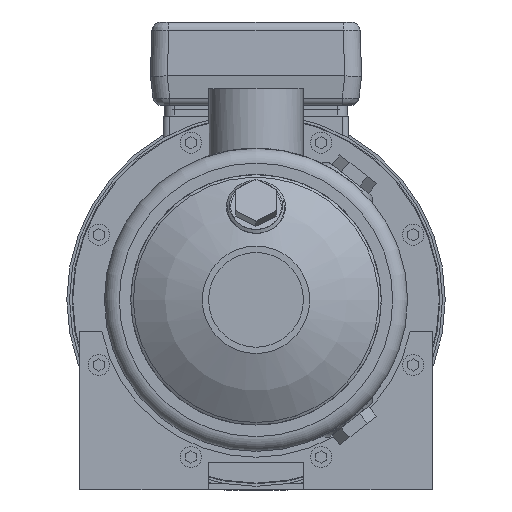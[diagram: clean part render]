
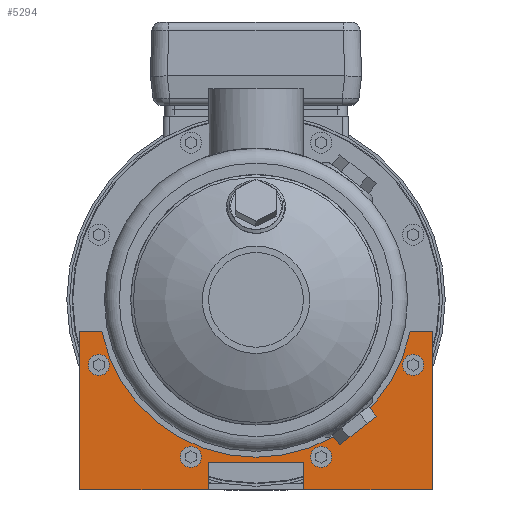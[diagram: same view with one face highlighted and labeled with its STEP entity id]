
A CAD part, left-side view. The second image highlights one B-rep face of the part: STEP entity #5294.
In plain terms, the highlighted face is planar.
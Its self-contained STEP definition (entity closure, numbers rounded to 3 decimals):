
#432=LINE('',#14197,#835);
#434=LINE('',#14201,#837);
#441=LINE('',#14215,#844);
#443=LINE('',#14220,#846);
#453=LINE('',#14240,#856);
#457=LINE('',#14248,#860);
#459=LINE('',#14261,#862);
#460=LINE('',#14264,#863);
#461=LINE('',#14266,#864);
#835=VECTOR('',#8606,1000.);
#837=VECTOR('',#8610,1000.);
#844=VECTOR('',#8619,1000.);
#846=VECTOR('',#8623,1000.);
#856=VECTOR('',#8639,1000.);
#860=VECTOR('',#8643,1000.);
#862=VECTOR('',#8657,1000.);
#863=VECTOR('',#8660,1000.);
#864=VECTOR('',#8661,1000.);
#2251=ORIENTED_EDGE('',*,*,#3097,.F.);
#2252=ORIENTED_EDGE('',*,*,#3098,.F.);
#2253=ORIENTED_EDGE('',*,*,#3099,.F.);
#2254=ORIENTED_EDGE('',*,*,#3100,.F.);
#2255=ORIENTED_EDGE('',*,*,#3101,.F.);
#2256=ORIENTED_EDGE('',*,*,#3090,.F.);
#2257=ORIENTED_EDGE('',*,*,#3070,.T.);
#2258=ORIENTED_EDGE('',*,*,#3068,.T.);
#2259=ORIENTED_EDGE('',*,*,#3102,.F.);
#2260=ORIENTED_EDGE('',*,*,#3077,.T.);
#2261=ORIENTED_EDGE('',*,*,#3079,.F.);
#2262=ORIENTED_EDGE('',*,*,#3094,.F.);
#2263=ORIENTED_EDGE('',*,*,#3103,.F.);
#2264=ORIENTED_EDGE('',*,*,#3104,.F.);
#3068=EDGE_CURVE('',#3610,#3609,#432,.T.);
#3070=EDGE_CURVE('',#3611,#3610,#434,.T.);
#3077=EDGE_CURVE('',#3614,#3616,#441,.T.);
#3079=EDGE_CURVE('',#3618,#3616,#443,.T.);
#3090=EDGE_CURVE('',#3611,#3626,#453,.T.);
#3094=EDGE_CURVE('',#3629,#3618,#457,.T.);
#3097=EDGE_CURVE('',#3631,#3631,#3897,.T.);
#3098=EDGE_CURVE('',#3632,#3632,#3898,.T.);
#3099=EDGE_CURVE('',#3633,#3633,#3899,.T.);
#3100=EDGE_CURVE('',#3634,#3634,#3900,.T.);
#3101=EDGE_CURVE('',#3626,#3635,#459,.T.);
#3102=EDGE_CURVE('',#3614,#3609,#3901,.T.);
#3103=EDGE_CURVE('',#3636,#3629,#460,.T.);
#3104=EDGE_CURVE('',#3635,#3636,#461,.T.);
#3609=VERTEX_POINT('',#14196);
#3610=VERTEX_POINT('',#14198);
#3611=VERTEX_POINT('',#14202);
#3614=VERTEX_POINT('',#14210);
#3616=VERTEX_POINT('',#14214);
#3618=VERTEX_POINT('',#14219);
#3626=VERTEX_POINT('',#14241);
#3629=VERTEX_POINT('',#14247);
#3631=VERTEX_POINT('',#14254);
#3632=VERTEX_POINT('',#14256);
#3633=VERTEX_POINT('',#14258);
#3634=VERTEX_POINT('',#14260);
#3635=VERTEX_POINT('',#14262);
#3636=VERTEX_POINT('',#14265);
#3897=CIRCLE('',#7263,5.);
#3898=CIRCLE('',#7264,5.);
#3899=CIRCLE('',#7265,5.);
#3900=CIRCLE('',#7266,5.);
#3901=CIRCLE('',#7267,74.5);
#4295=EDGE_LOOP('',(#2251));
#4296=EDGE_LOOP('',(#2252));
#4297=EDGE_LOOP('',(#2253));
#4298=EDGE_LOOP('',(#2254));
#4299=EDGE_LOOP('',(#2255,#2256,#2257,#2258,#2259,#2260,#2261,#2262,#2263,
#2264));
#4751=FACE_BOUND('',#4295,.T.);
#4752=FACE_BOUND('',#4296,.T.);
#4753=FACE_BOUND('',#4297,.T.);
#4754=FACE_BOUND('',#4298,.T.);
#4755=FACE_BOUND('',#4299,.T.);
#4971=PLANE('',#7262);
#5294=ADVANCED_FACE('',(#4751,#4752,#4753,#4754,#4755),#4971,.T.);
#7262=AXIS2_PLACEMENT_3D('',#14252,#8647,#8648);
#7263=AXIS2_PLACEMENT_3D('',#14253,#8649,#8650);
#7264=AXIS2_PLACEMENT_3D('',#14255,#8651,#8652);
#7265=AXIS2_PLACEMENT_3D('',#14257,#8653,#8654);
#7266=AXIS2_PLACEMENT_3D('',#14259,#8655,#8656);
#7267=AXIS2_PLACEMENT_3D('',#14263,#8658,#8659);
#8606=DIRECTION('',(0.,-1.,0.));
#8610=DIRECTION('',(0.,0.,1.));
#8619=DIRECTION('',(0.,-1.,0.));
#8623=DIRECTION('',(0.,0.,1.));
#8639=DIRECTION('',(0.,-1.,0.));
#8643=DIRECTION('',(0.,-1.,0.));
#8647=DIRECTION('',(1.,0.,0.));
#8648=DIRECTION('',(0.,0.,-1.));
#8649=DIRECTION('',(1.,0.,0.));
#8650=DIRECTION('',(0.,0.,-1.));
#8651=DIRECTION('',(1.,0.,0.));
#8652=DIRECTION('',(0.,0.,-1.));
#8653=DIRECTION('',(1.,0.,0.));
#8654=DIRECTION('',(0.,0.,-1.));
#8655=DIRECTION('',(1.,0.,0.));
#8656=DIRECTION('',(0.,0.,-1.));
#8657=DIRECTION('',(0.,0.,1.));
#8658=DIRECTION('',(1.,0.,0.));
#8659=DIRECTION('',(0.,0.,-1.));
#8660=DIRECTION('',(0.,0.,-1.));
#8661=DIRECTION('',(0.,-1.,0.));
#14196=CARTESIAN_POINT('',(55.,72.974,75.));
#14197=CARTESIAN_POINT('',(55.,83.5,75.));
#14198=CARTESIAN_POINT('',(55.,83.5,75.));
#14201=CARTESIAN_POINT('',(55.,83.5,0.));
#14202=CARTESIAN_POINT('',(55.,83.5,0.));
#14210=CARTESIAN_POINT('',(55.,-72.974,75.));
#14214=CARTESIAN_POINT('',(55.,-83.5,75.));
#14215=CARTESIAN_POINT('',(55.,83.5,75.));
#14219=CARTESIAN_POINT('',(55.,-83.5,0.));
#14220=CARTESIAN_POINT('',(55.,-83.5,0.));
#14240=CARTESIAN_POINT('',(55.,83.5,0.));
#14241=CARTESIAN_POINT('',(55.,22.5,0.));
#14247=CARTESIAN_POINT('',(55.,-22.5,0.));
#14248=CARTESIAN_POINT('',(55.,83.5,0.));
#14252=CARTESIAN_POINT('',(55.,83.5,0.));
#14253=CARTESIAN_POINT('',(55.,74.372,59.194));
#14254=CARTESIAN_POINT('',(55.,74.372,54.194));
#14255=CARTESIAN_POINT('',(55.,30.806,15.628));
#14256=CARTESIAN_POINT('',(55.,30.806,10.628));
#14257=CARTESIAN_POINT('',(55.,-30.806,15.628));
#14258=CARTESIAN_POINT('',(55.,-30.806,10.628));
#14259=CARTESIAN_POINT('',(55.,-74.372,59.194));
#14260=CARTESIAN_POINT('',(55.,-74.372,54.194));
#14261=CARTESIAN_POINT('',(55.,22.5,0.));
#14262=CARTESIAN_POINT('',(55.,22.5,13.));
#14263=CARTESIAN_POINT('',(55.,0.,90.));
#14264=CARTESIAN_POINT('',(55.,-22.5,0.));
#14265=CARTESIAN_POINT('',(55.,-22.5,13.));
#14266=CARTESIAN_POINT('',(55.,83.5,13.));
